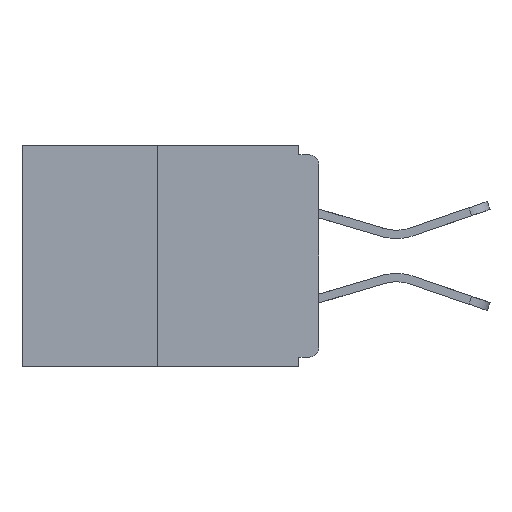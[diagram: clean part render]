
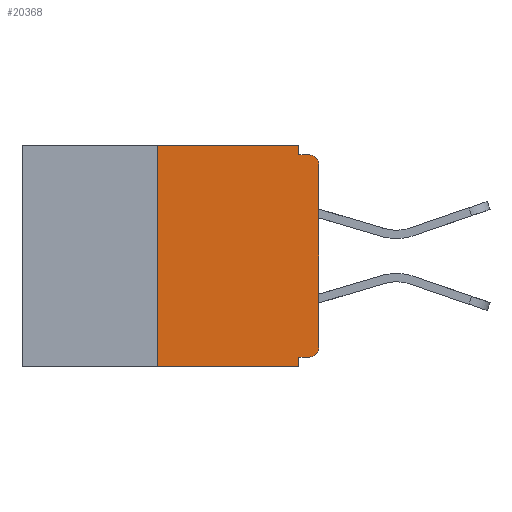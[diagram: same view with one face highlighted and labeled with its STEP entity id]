
A CAD part, left-side view. The second image highlights one B-rep face of the part: STEP entity #20368.
In plain terms, the highlighted planar face has unit normal (-1, 0, 0).
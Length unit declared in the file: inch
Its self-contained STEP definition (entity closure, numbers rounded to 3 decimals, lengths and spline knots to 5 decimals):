
#805 = DIRECTION ( 'NONE',  ( -1., 0., 0. ) ) ;
#984 = DIRECTION ( 'NONE',  ( 0., 0., -1. ) ) ;
#1081 = DIRECTION ( 'NONE',  ( 0., -1., 0. ) ) ;
#1302 = ORIENTED_EDGE ( 'NONE', *, *, #22595, .T. ) ;
#2050 = VERTEX_POINT ( 'NONE', #11602 ) ;
#2364 = DIRECTION ( 'NONE',  ( 0., 0., -1. ) ) ;
#2401 = CARTESIAN_POINT ( 'NONE',  ( 0., 0., -0.328 ) ) ;
#3068 = CARTESIAN_POINT ( 'NONE',  ( 0., 0.031, -0.015 ) ) ;
#3073 = CARTESIAN_POINT ( 'NONE',  ( 0., 0., -0.015 ) ) ;
#3374 = ORIENTED_EDGE ( 'NONE', *, *, #6959, .F. ) ;
#3553 = FACE_OUTER_BOUND ( 'NONE', #20596, .T. ) ;
#3764 = CARTESIAN_POINT ( 'NONE',  ( 0., 0.031, -0.343 ) ) ;
#4225 = CARTESIAN_POINT ( 'NONE',  ( 0., 0.015, -0.328 ) ) ;
#4229 = AXIS2_PLACEMENT_3D ( 'NONE', #19793, #25742, #7674 ) ;
#4355 = CIRCLE ( 'NONE', #4229, 0.015 ) ;
#5403 = VERTEX_POINT ( 'NONE', #3068 ) ;
#5823 = VERTEX_POINT ( 'NONE', #10384 ) ;
#5826 = CIRCLE ( 'NONE', #11011, 0.015 ) ;
#5852 = DIRECTION ( 'NONE',  ( 0., 0., -1. ) ) ;
#5927 = EDGE_CURVE ( 'NONE', #5403, #7801, #16232, .T. ) ;
#6959 = EDGE_CURVE ( 'NONE', #23572, #2050, #9375, .T. ) ;
#7212 = PLANE ( 'NONE',  #11481 ) ;
#7366 = LINE ( 'NONE', #23561, #13014 ) ;
#7674 = DIRECTION ( 'NONE',  ( 0., 0., -1. ) ) ;
#7801 = VERTEX_POINT ( 'NONE', #24063 ) ;
#8513 = CARTESIAN_POINT ( 'NONE',  ( 0., 0.031, 0. ) ) ;
#9223 = CARTESIAN_POINT ( 'NONE',  ( 0., 0.031, -0.328 ) ) ;
#9375 = LINE ( 'NONE', #3764, #22899 ) ;
#9934 = VECTOR ( 'NONE', #1081, 39.37008 ) ;
#10263 = EDGE_CURVE ( 'NONE', #15746, #5823, #7366, .T. ) ;
#10384 = CARTESIAN_POINT ( 'NONE',  ( 0., 0.25, 0. ) ) ;
#10434 = ORIENTED_EDGE ( 'NONE', *, *, #15745, .T. ) ;
#10634 = VECTOR ( 'NONE', #24943, 39.37008 ) ;
#10703 = CARTESIAN_POINT ( 'NONE',  ( 0., 0., 0. ) ) ;
#10823 = ORIENTED_EDGE ( 'NONE', *, *, #15781, .F. ) ;
#10906 = CARTESIAN_POINT ( 'NONE',  ( 0., 0.015, -0.313 ) ) ;
#11011 = AXIS2_PLACEMENT_3D ( 'NONE', #10906, #805, #984 ) ;
#11140 = VERTEX_POINT ( 'NONE', #12590 ) ;
#11271 = LINE ( 'NONE', #10703, #10634 ) ;
#11481 = AXIS2_PLACEMENT_3D ( 'NONE', #15159, #21252, #24941 ) ;
#11602 = CARTESIAN_POINT ( 'NONE',  ( 0., 0.031, -0.343 ) ) ;
#11664 = CARTESIAN_POINT ( 'NONE',  ( 0., 0.46, -0.343 ) ) ;
#12250 = VECTOR ( 'NONE', #2364, 39.37008 ) ;
#12590 = CARTESIAN_POINT ( 'NONE',  ( 0., 0., -0.03 ) ) ;
#12896 = ORIENTED_EDGE ( 'NONE', *, *, #24312, .F. ) ;
#13014 = VECTOR ( 'NONE', #23837, 39.37008 ) ;
#13220 = CARTESIAN_POINT ( 'NONE',  ( 0., 0.031, 0. ) ) ;
#13540 = DIRECTION ( 'NONE',  ( 0., -1., 0. ) ) ;
#13570 = DIRECTION ( 'NONE',  ( 0., -1., 0. ) ) ;
#13814 = VERTEX_POINT ( 'NONE', #4225 ) ;
#14685 = VERTEX_POINT ( 'NONE', #13220 ) ;
#15159 = CARTESIAN_POINT ( 'NONE',  ( 0., 0.46, 0. ) ) ;
#15269 = VECTOR ( 'NONE', #13570, 39.37008 ) ;
#15662 = CARTESIAN_POINT ( 'NONE',  ( 0., 0., -0.313 ) ) ;
#15745 = EDGE_CURVE ( 'NONE', #11140, #7801, #4355, .T. ) ;
#15746 = VERTEX_POINT ( 'NONE', #21638 ) ;
#15781 = EDGE_CURVE ( 'NONE', #5823, #14685, #20963, .T. ) ;
#16172 = VECTOR ( 'NONE', #20575, 39.37008 ) ;
#16232 = LINE ( 'NONE', #3073, #9934 ) ;
#16486 = ORIENTED_EDGE ( 'NONE', *, *, #21124, .F. ) ;
#16650 = EDGE_CURVE ( 'NONE', #15746, #2050, #24722, .T. ) ;
#16715 = ORIENTED_EDGE ( 'NONE', *, *, #16650, .T. ) ;
#16876 = VECTOR ( 'NONE', #13540, 39.37008 ) ;
#17412 = VERTEX_POINT ( 'NONE', #15662 ) ;
#19365 = ORIENTED_EDGE ( 'NONE', *, *, #5927, .F. ) ;
#19793 = CARTESIAN_POINT ( 'NONE',  ( 0., 0.015, -0.03 ) ) ;
#20368 = ADVANCED_FACE ( 'NONE', ( #3553 ), #7212, .F. ) ;
#20575 = DIRECTION ( 'NONE',  ( 0., 1., 0. ) ) ;
#20596 = EDGE_LOOP ( 'NONE', ( #10823, #20656, #16715, #3374, #12896, #25905, #1302, #10434, #19365, #16486 ) ) ;
#20656 = ORIENTED_EDGE ( 'NONE', *, *, #10263, .F. ) ;
#20963 = LINE ( 'NONE', #25568, #16876 ) ;
#21124 = EDGE_CURVE ( 'NONE', #14685, #5403, #22934, .T. ) ;
#21205 = LINE ( 'NONE', #2401, #16172 ) ;
#21252 = DIRECTION ( 'NONE',  ( 1., 0., 0. ) ) ;
#21638 = CARTESIAN_POINT ( 'NONE',  ( 0., 0.25, -0.343 ) ) ;
#22595 = EDGE_CURVE ( 'NONE', #17412, #11140, #11271, .T. ) ;
#22899 = VECTOR ( 'NONE', #5852, 39.37008 ) ;
#22934 = LINE ( 'NONE', #8513, #12250 ) ;
#23561 = CARTESIAN_POINT ( 'NONE',  ( 0., 0.25, 0. ) ) ;
#23572 = VERTEX_POINT ( 'NONE', #9223 ) ;
#23837 = DIRECTION ( 'NONE',  ( 0., 0., 1. ) ) ;
#24063 = CARTESIAN_POINT ( 'NONE',  ( 0., 0.015, -0.015 ) ) ;
#24312 = EDGE_CURVE ( 'NONE', #13814, #23572, #21205, .T. ) ;
#24544 = EDGE_CURVE ( 'NONE', #13814, #17412, #5826, .T. ) ;
#24722 = LINE ( 'NONE', #11664, #15269 ) ;
#24941 = DIRECTION ( 'NONE',  ( 0., 0., -1. ) ) ;
#24943 = DIRECTION ( 'NONE',  ( 0., 0., 1. ) ) ;
#25568 = CARTESIAN_POINT ( 'NONE',  ( 0., 0.46, 0. ) ) ;
#25742 = DIRECTION ( 'NONE',  ( -1., 0., 0. ) ) ;
#25905 = ORIENTED_EDGE ( 'NONE', *, *, #24544, .T. ) ;
